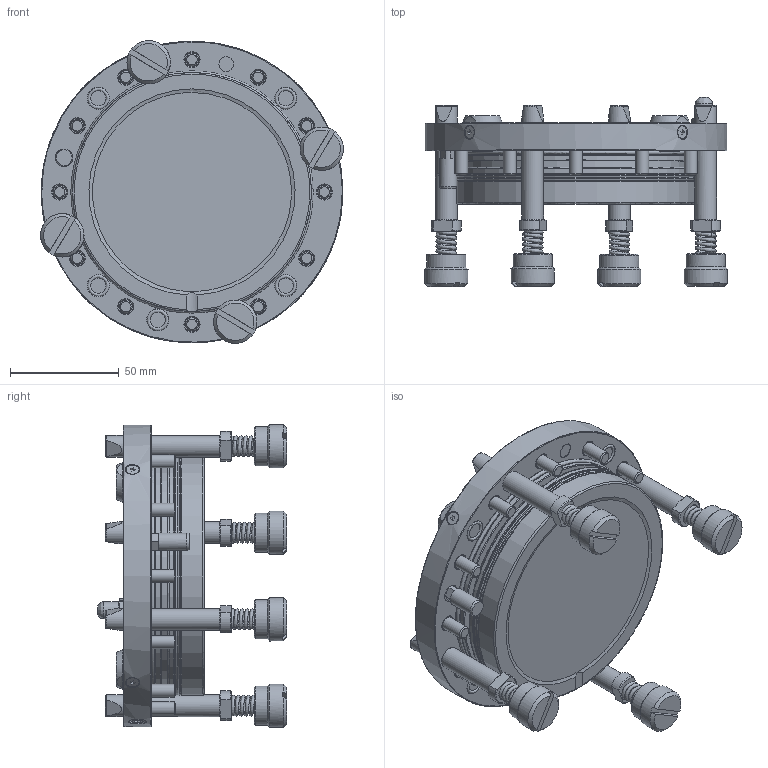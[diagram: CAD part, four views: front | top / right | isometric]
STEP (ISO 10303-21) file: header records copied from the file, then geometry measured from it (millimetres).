
FILE_DESCRIPTION (( 'STEP AP214' ), '1' );
FILE_NAME ('STARK_804 541_A.STEP', '2019-03-05T10:55:35', ( '' ), ( '' ), 'SwSTEP 2.0', 'SolidWorks 2017', '' );
FILE_SCHEMA (( 'AUTOMOTIVE_DESIGN' ));
Length unit declared in the file: millimetre
Products named in the file (1): STARK_804 541_A
Bounding box: 139.51 x 87.25 x 139.51 mm (x, y, z)
Volume: 428589 mm3; surface area: 75487.5 mm2
Topology: 1 solids, 9 shells, 774 faces, 1912 edges, 1257 vertices
Faces by surface type: plane 268, cylinder 236, cone 166, bspline 104
Full cylindrical faces by diameter (mm): 0.4 x4, 0.8 x24, 1.8 x2, 3 x4, 4.8 x20, 5.2 x16, 5.95 x8, 6 x20, 6.8 x13, 8 x3, 10 x15, 11 x12, 18 x4, 20 x4, 30.4 x3, 35 x1, 46.95 x1, 47 x2, 48.604 x1, 100.834 x1, 102.5 x1, 108.133 x2, 108.2 x1, 110 x3, 110.492 x1, 139 x1
Entity records: 45362 total; most frequent: CARTESIAN_POINT 24172, DIRECTION 2756, ORIENTED_EDGE 2590, EDGE_CURVE 1295, EDGE_LOOP 1260, AXIS2_PLACEMENT_3D 1246, VERTEX_POINT 1001, FACE_OUTER_BOUND 997
